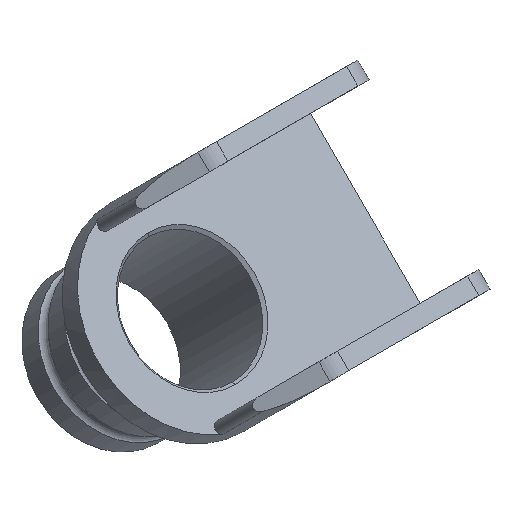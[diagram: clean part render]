
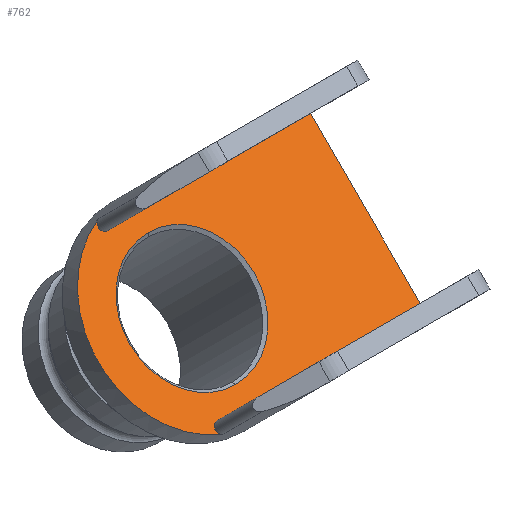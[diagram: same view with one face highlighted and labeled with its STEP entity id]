
A CAD part, isometric view. The second image highlights one B-rep face of the part: STEP entity #762.
In plain terms, the highlighted planar face has unit normal (0, -0.707, 0.707).
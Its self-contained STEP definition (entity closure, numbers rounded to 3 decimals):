
#54 = ORIENTED_EDGE ( 'NONE', *, *, #1430, .F. ) ;
#55 = CARTESIAN_POINT ( 'NONE',  ( -5.475, 73.928, 299.849 ) ) ;
#121 = ORIENTED_EDGE ( 'NONE', *, *, #970, .T. ) ;
#140 = VERTEX_POINT ( 'NONE', #790 ) ;
#184 = DIRECTION ( 'NONE',  ( 0., 0.707, -0.707 ) ) ;
#192 = CARTESIAN_POINT ( 'NONE',  ( 0., 63.816, 289.737 ) ) ;
#193 = DIRECTION ( 'NONE',  ( 0., 0.707, -0.707 ) ) ;
#239 = EDGE_CURVE ( 'NONE', #767, #1067, #593, .T. ) ;
#279 = EDGE_CURVE ( 'NONE', #811, #140, #893, .T. ) ;
#306 = CARTESIAN_POINT ( 'NONE',  ( 0., 63.816, 289.737 ) ) ;
#335 = ORIENTED_EDGE ( 'NONE', *, *, #629, .T. ) ;
#345 = CARTESIAN_POINT ( 'NONE',  ( 32., 76.014, 301.935 ) ) ;
#387 = DIRECTION ( 'NONE',  ( 0., 0.707, -0.707 ) ) ;
#397 = DIRECTION ( 'NONE',  ( 0., 0.707, 0.707 ) ) ;
#403 = ORIENTED_EDGE ( 'NONE', *, *, #279, .T. ) ;
#440 = CARTESIAN_POINT ( 'NONE',  ( 0., 71.913, 297.833 ) ) ;
#443 = VERTEX_POINT ( 'NONE', #873 ) ;
#456 = FACE_BOUND ( 'NONE', #847, .T. ) ;
#480 = CARTESIAN_POINT ( 'NONE',  ( -5.812, 75.301, 301.222 ) ) ;
#496 = LINE ( 'NONE', #1191, #1135 ) ;
#519 = CARTESIAN_POINT ( 'NONE',  ( -5.475, 52.998, 278.918 ) ) ;
#593 = CIRCLE ( 'NONE', #1588, 1. ) ;
#620 = DIRECTION ( 'NONE',  ( 1., 0., 0. ) ) ;
#629 = EDGE_CURVE ( 'NONE', #842, #1580, #1704, .T. ) ;
#630 = CARTESIAN_POINT ( 'NONE',  ( 32., 73.928, 299.849 ) ) ;
#662 = CARTESIAN_POINT ( 'NONE',  ( -5.812, 52.332, 278.253 ) ) ;
#693 = CARTESIAN_POINT ( 'NONE',  ( 0., 55.72, 281.641 ) ) ;
#696 = DIRECTION ( 'NONE',  ( 0., 0.707, 0.707 ) ) ;
#707 = VECTOR ( 'NONE', #1412, 1000. ) ;
#722 = PLANE ( 'NONE',  #779 ) ;
#752 = EDGE_CURVE ( 'NONE', #811, #1067, #1531, .T. ) ;
#758 = CARTESIAN_POINT ( 'NONE',  ( 0., 63.816, 289.737 ) ) ;
#762 = ADVANCED_FACE ( 'NONE', ( #456, #1115 ), #722, .F. ) ;
#767 = VERTEX_POINT ( 'NONE', #55 ) ;
#771 = DIRECTION ( 'NONE',  ( 0., 0.707, 0.707 ) ) ;
#779 = AXIS2_PLACEMENT_3D ( 'NONE', #1257, #994, #696 ) ;
#784 = ORIENTED_EDGE ( 'NONE', *, *, #1084, .T. ) ;
#790 = CARTESIAN_POINT ( 'NONE',  ( -5.475, 53.705, 279.625 ) ) ;
#811 = VERTEX_POINT ( 'NONE', #662 ) ;
#840 = ORIENTED_EDGE ( 'NONE', *, *, #1696, .T. ) ;
#842 = VERTEX_POINT ( 'NONE', #693 ) ;
#847 = EDGE_LOOP ( 'NONE', ( #335, #840 ) ) ;
#865 = AXIS2_PLACEMENT_3D ( 'NONE', #306, #193, #1266 ) ;
#867 = AXIS2_PLACEMENT_3D ( 'NONE', #758, #1211, #397 ) ;
#873 = CARTESIAN_POINT ( 'NONE',  ( 32., 53.705, 279.625 ) ) ;
#893 = CIRCLE ( 'NONE', #1070, 1. ) ;
#916 = DIRECTION ( 'NONE',  ( 1., 0., 0. ) ) ;
#970 = EDGE_CURVE ( 'NONE', #140, #443, #1692, .T. ) ;
#975 = EDGE_LOOP ( 'NONE', ( #1108, #403, #121, #784, #54, #1258 ) ) ;
#980 = VERTEX_POINT ( 'NONE', #630 ) ;
#994 = DIRECTION ( 'NONE',  ( 0., 0.707, -0.707 ) ) ;
#1004 = LINE ( 'NONE', #345, #707 ) ;
#1031 = CARTESIAN_POINT ( 'NONE',  ( -17.25, 53.705, 279.625 ) ) ;
#1067 = VERTEX_POINT ( 'NONE', #480 ) ;
#1070 = AXIS2_PLACEMENT_3D ( 'NONE', #519, #1199, #1732 ) ;
#1084 = EDGE_CURVE ( 'NONE', #443, #980, #1004, .T. ) ;
#1101 = VECTOR ( 'NONE', #620, 1000. ) ;
#1108 = ORIENTED_EDGE ( 'NONE', *, *, #752, .F. ) ;
#1115 = FACE_OUTER_BOUND ( 'NONE', #975, .T. ) ;
#1135 = VECTOR ( 'NONE', #916, 1000. ) ;
#1191 = CARTESIAN_POINT ( 'NONE',  ( -17.25, 73.928, 299.849 ) ) ;
#1199 = DIRECTION ( 'NONE',  ( 0., 0.707, -0.707 ) ) ;
#1211 = DIRECTION ( 'NONE',  ( 0., 0.707, -0.707 ) ) ;
#1240 = CIRCLE ( 'NONE', #865, 11.45 ) ;
#1257 = CARTESIAN_POINT ( 'NONE',  ( -17.25, 73.893, 299.813 ) ) ;
#1258 = ORIENTED_EDGE ( 'NONE', *, *, #239, .T. ) ;
#1266 = DIRECTION ( 'NONE',  ( 0., 0.707, 0.707 ) ) ;
#1318 = CARTESIAN_POINT ( 'NONE',  ( -5.475, 74.635, 300.556 ) ) ;
#1412 = DIRECTION ( 'NONE',  ( 0., 0.707, 0.707 ) ) ;
#1430 = EDGE_CURVE ( 'NONE', #767, #980, #496, .T. ) ;
#1445 = AXIS2_PLACEMENT_3D ( 'NONE', #192, #184, #1519 ) ;
#1519 = DIRECTION ( 'NONE',  ( 0., 0.707, 0.707 ) ) ;
#1531 = CIRCLE ( 'NONE', #1445, 17.25 ) ;
#1580 = VERTEX_POINT ( 'NONE', #440 ) ;
#1588 = AXIS2_PLACEMENT_3D ( 'NONE', #1318, #387, #771 ) ;
#1692 = LINE ( 'NONE', #1031, #1101 ) ;
#1696 = EDGE_CURVE ( 'NONE', #1580, #842, #1240, .T. ) ;
#1704 = CIRCLE ( 'NONE', #867, 11.45 ) ;
#1732 = DIRECTION ( 'NONE',  ( 0., 0.707, 0.707 ) ) ;
